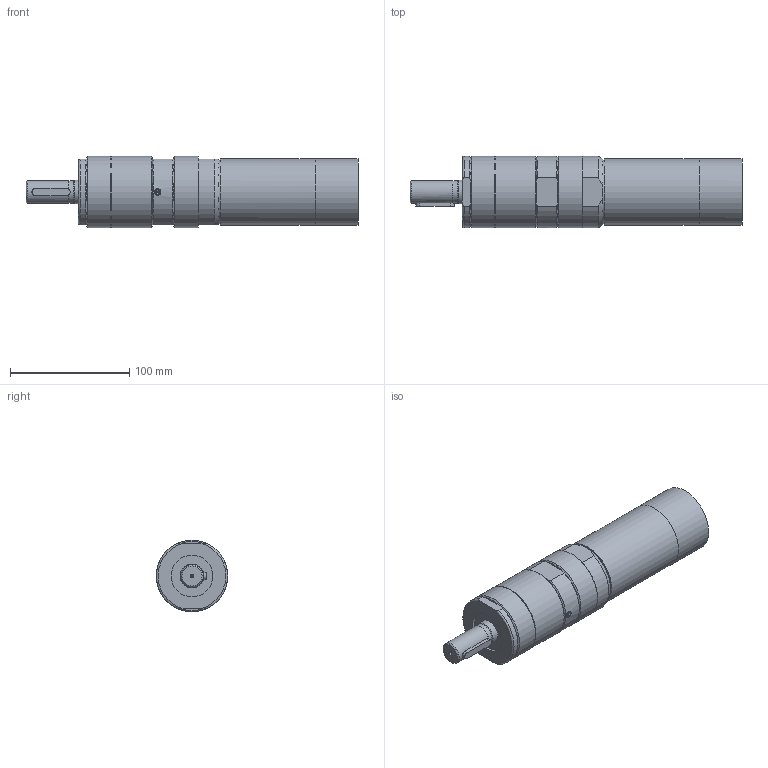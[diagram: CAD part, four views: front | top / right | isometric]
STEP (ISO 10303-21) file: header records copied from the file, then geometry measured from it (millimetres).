
FILE_DESCRIPTION((''),'2;1');
FILE_NAME('MRD 55-75_60009985.stp','2011-07-07T16:51:21',('rmorof'),(''),'Autodesk Inventor 2008','Autodesk Inventor 2008','');
FILE_SCHEMA(('CONFIG_CONTROL_DESIGN'));
Length unit declared in the file: millimetre
Products named in the file (1): MRD 55-75_60009985
Bounding box: 278.7 x 60 x 60 mm (x, y, z)
Volume: 624152.6 mm3; surface area: 54931.7 mm2
Topology: 1 solids, 5 shells, 98 faces, 209 edges, 136 vertices
Faces by surface type: plane 44, cylinder 27, cone 15, bspline 7, torus 3, sphere 2
Full cylindrical faces by diameter (mm): 1.55 x2, 3.6 x1, 4 x1, 5 x1, 5.5 x1, 18.8 x1, 19 x1, 20 x1, 35 x1, 53.22 x2, 56 x2, 57.712 x1, 60 x3
Entity records: 2805 total; most frequent: CARTESIAN_POINT 802, DIRECTION 390, ORIENTED_EDGE 316, AXIS2_PLACEMENT_3D 172, EDGE_CURVE 158, EDGE_LOOP 148, VERTEX_POINT 118, FACE_OUTER_BOUND 98
